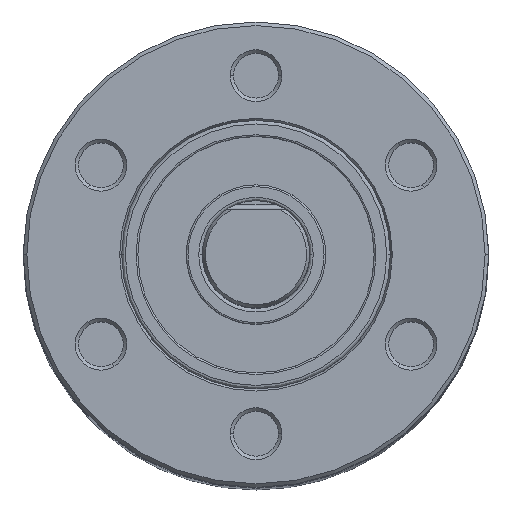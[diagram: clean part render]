
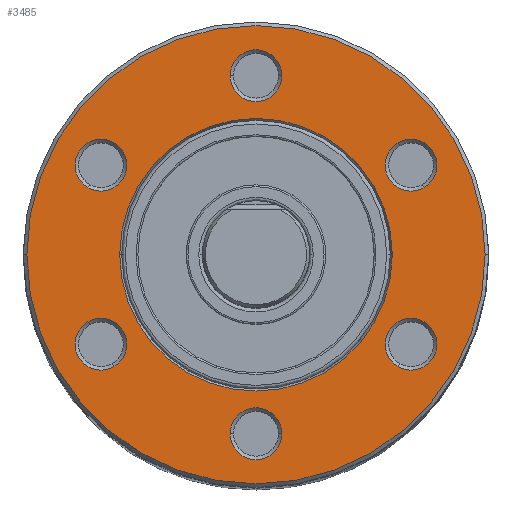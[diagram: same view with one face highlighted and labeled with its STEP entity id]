
A CAD part, top view. The second image highlights one B-rep face of the part: STEP entity #3485.
In plain terms, the highlighted planar face has unit normal (0, 0, 1).
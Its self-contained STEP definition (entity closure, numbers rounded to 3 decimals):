
#658=CARTESIAN_POINT('',(0.,0.,37.55));
#659=DIRECTION('',(0.,0.,1.));
#660=DIRECTION('',(1.,0.,0.));
#661=AXIS2_PLACEMENT_3D('',#658,#659,#660);
#663=CARTESIAN_POINT('',(0.,0.,37.55));
#664=DIRECTION('',(0.,0.,1.));
#665=DIRECTION('',(-1.,0.,0.));
#666=AXIS2_PLACEMENT_3D('',#663,#664,#665);
#668=CARTESIAN_POINT('',(0.,0.,37.55));
#669=DIRECTION('',(0.,0.,1.));
#670=DIRECTION('',(1.,0.,0.));
#671=AXIS2_PLACEMENT_3D('',#668,#669,#670);
#673=CARTESIAN_POINT('',(0.,0.,37.55));
#674=DIRECTION('',(0.,0.,1.));
#675=DIRECTION('',(-1.,0.,0.));
#676=AXIS2_PLACEMENT_3D('',#673,#674,#675);
#678=CARTESIAN_POINT('',(0.,-10.,37.55));
#679=DIRECTION('',(0.,0.,-1.));
#680=DIRECTION('',(-1.,0.,0.));
#681=AXIS2_PLACEMENT_3D('',#678,#679,#680);
#683=CARTESIAN_POINT('',(0.,-10.,37.55));
#684=DIRECTION('',(0.,0.,-1.));
#685=DIRECTION('',(1.,0.,0.));
#686=AXIS2_PLACEMENT_3D('',#683,#684,#685);
#688=CARTESIAN_POINT('',(-8.66,-5.,37.55));
#689=DIRECTION('',(0.,0.,-1.));
#690=DIRECTION('',(-0.5,0.866,0.));
#691=AXIS2_PLACEMENT_3D('',#688,#689,#690);
#693=CARTESIAN_POINT('',(-8.66,-5.,37.55));
#694=DIRECTION('',(0.,0.,-1.));
#695=DIRECTION('',(0.5,-0.866,0.));
#696=AXIS2_PLACEMENT_3D('',#693,#694,#695);
#698=CARTESIAN_POINT('',(-8.66,5.,37.55));
#699=DIRECTION('',(0.,0.,-1.));
#700=DIRECTION('',(-0.5,-0.866,0.));
#701=AXIS2_PLACEMENT_3D('',#698,#699,#700);
#703=CARTESIAN_POINT('',(-8.66,5.,37.55));
#704=DIRECTION('',(0.,0.,-1.));
#705=DIRECTION('',(0.5,0.866,0.));
#706=AXIS2_PLACEMENT_3D('',#703,#704,#705);
#708=CARTESIAN_POINT('',(0.,10.,37.55));
#709=DIRECTION('',(0.,0.,-1.));
#710=DIRECTION('',(-1.,0.,0.));
#711=AXIS2_PLACEMENT_3D('',#708,#709,#710);
#713=CARTESIAN_POINT('',(0.,10.,37.55));
#714=DIRECTION('',(0.,0.,-1.));
#715=DIRECTION('',(1.,0.,0.));
#716=AXIS2_PLACEMENT_3D('',#713,#714,#715);
#718=CARTESIAN_POINT('',(8.66,5.,37.55));
#719=DIRECTION('',(0.,0.,-1.));
#720=DIRECTION('',(-0.5,0.866,0.));
#721=AXIS2_PLACEMENT_3D('',#718,#719,#720);
#723=CARTESIAN_POINT('',(8.66,5.,37.55));
#724=DIRECTION('',(0.,0.,-1.));
#725=DIRECTION('',(0.5,-0.866,0.));
#726=AXIS2_PLACEMENT_3D('',#723,#724,#725);
#728=CARTESIAN_POINT('',(8.66,-5.,37.55));
#729=DIRECTION('',(0.,0.,-1.));
#730=DIRECTION('',(-0.5,-0.866,0.));
#731=AXIS2_PLACEMENT_3D('',#728,#729,#730);
#733=CARTESIAN_POINT('',(8.66,-5.,37.55));
#734=DIRECTION('',(0.,0.,-1.));
#735=DIRECTION('',(0.5,0.866,0.));
#736=AXIS2_PLACEMENT_3D('',#733,#734,#735);
#2261=CARTESIAN_POINT('',(12.8,0.,37.55));
#2262=CARTESIAN_POINT('',(-12.8,0.,37.55));
#2263=VERTEX_POINT('',#2261);
#2264=VERTEX_POINT('',#2262);
#2273=CARTESIAN_POINT('',(7.615,0.,37.55));
#2274=CARTESIAN_POINT('',(-7.615,0.,37.55));
#2275=VERTEX_POINT('',#2273);
#2276=VERTEX_POINT('',#2274);
#2277=CARTESIAN_POINT('',(-1.45,-10.,37.55));
#2278=CARTESIAN_POINT('',(1.45,-10.,37.55));
#2279=VERTEX_POINT('',#2277);
#2280=VERTEX_POINT('',#2278);
#2285=CARTESIAN_POINT('',(-9.385,-3.744,37.55));
#2286=CARTESIAN_POINT('',(-7.935,-6.256,37.55));
#2287=VERTEX_POINT('',#2285);
#2288=VERTEX_POINT('',#2286);
#2293=CARTESIAN_POINT('',(-9.385,3.744,37.55));
#2294=CARTESIAN_POINT('',(-7.935,6.256,37.55));
#2295=VERTEX_POINT('',#2293);
#2296=VERTEX_POINT('',#2294);
#2301=CARTESIAN_POINT('',(-1.45,10.,37.55));
#2302=CARTESIAN_POINT('',(1.45,10.,37.55));
#2303=VERTEX_POINT('',#2301);
#2304=VERTEX_POINT('',#2302);
#2309=CARTESIAN_POINT('',(7.935,6.256,37.55));
#2310=CARTESIAN_POINT('',(9.385,3.744,37.55));
#2311=VERTEX_POINT('',#2309);
#2312=VERTEX_POINT('',#2310);
#2317=CARTESIAN_POINT('',(7.935,-6.256,37.55));
#2318=CARTESIAN_POINT('',(9.385,-3.744,37.55));
#2319=VERTEX_POINT('',#2317);
#2320=VERTEX_POINT('',#2318);
#3433=CARTESIAN_POINT('',(0.,0.,37.55));
#3434=DIRECTION('',(0.,0.,1.));
#3435=DIRECTION('',(-1.,0.,0.));
#3436=AXIS2_PLACEMENT_3D('',#3433,#3434,#3435);
#3437=PLANE('',#3436);
#3439=ORIENTED_EDGE('',*,*,#3438,.F.);
#3440=ORIENTED_EDGE('',*,*,#3423,.F.);
#3441=EDGE_LOOP('',(#3439,#3440));
#3442=FACE_OUTER_BOUND('',#3441,.F.);
#3444=ORIENTED_EDGE('',*,*,#3443,.T.);
#3446=ORIENTED_EDGE('',*,*,#3445,.T.);
#3447=EDGE_LOOP('',(#3444,#3446));
#3448=FACE_BOUND('',#3447,.F.);
#3450=ORIENTED_EDGE('',*,*,#3449,.F.);
#3452=ORIENTED_EDGE('',*,*,#3451,.F.);
#3453=EDGE_LOOP('',(#3450,#3452));
#3454=FACE_BOUND('',#3453,.F.);
#3456=ORIENTED_EDGE('',*,*,#3455,.F.);
#3458=ORIENTED_EDGE('',*,*,#3457,.F.);
#3459=EDGE_LOOP('',(#3456,#3458));
#3460=FACE_BOUND('',#3459,.F.);
#3462=ORIENTED_EDGE('',*,*,#3461,.F.);
#3464=ORIENTED_EDGE('',*,*,#3463,.F.);
#3465=EDGE_LOOP('',(#3462,#3464));
#3466=FACE_BOUND('',#3465,.F.);
#3468=ORIENTED_EDGE('',*,*,#3467,.F.);
#3470=ORIENTED_EDGE('',*,*,#3469,.F.);
#3471=EDGE_LOOP('',(#3468,#3470));
#3472=FACE_BOUND('',#3471,.F.);
#3474=ORIENTED_EDGE('',*,*,#3473,.F.);
#3476=ORIENTED_EDGE('',*,*,#3475,.F.);
#3477=EDGE_LOOP('',(#3474,#3476));
#3478=FACE_BOUND('',#3477,.F.);
#3480=ORIENTED_EDGE('',*,*,#3479,.F.);
#3482=ORIENTED_EDGE('',*,*,#3481,.F.);
#3483=EDGE_LOOP('',(#3480,#3482));
#3484=FACE_BOUND('',#3483,.F.);
#3485=ADVANCED_FACE('',(#3442,#3448,#3454,#3460,#3466,#3472,#3478,#3484),#3437,
.T.);
#662=CIRCLE('',#661,12.8);
#667=CIRCLE('',#666,12.8);
#672=CIRCLE('',#671,7.615);
#677=CIRCLE('',#676,7.615);
#682=CIRCLE('',#681,1.45);
#687=CIRCLE('',#686,1.45);
#692=CIRCLE('',#691,1.45);
#697=CIRCLE('',#696,1.45);
#702=CIRCLE('',#701,1.45);
#707=CIRCLE('',#706,1.45);
#712=CIRCLE('',#711,1.45);
#717=CIRCLE('',#716,1.45);
#722=CIRCLE('',#721,1.45);
#727=CIRCLE('',#726,1.45);
#732=CIRCLE('',#731,1.45);
#737=CIRCLE('',#736,1.45);
#3423=EDGE_CURVE('',#2264,#2263,#667,.T.);
#3438=EDGE_CURVE('',#2263,#2264,#662,.T.);
#3443=EDGE_CURVE('',#2275,#2276,#672,.T.);
#3445=EDGE_CURVE('',#2276,#2275,#677,.T.);
#3449=EDGE_CURVE('',#2279,#2280,#682,.T.);
#3451=EDGE_CURVE('',#2280,#2279,#687,.T.);
#3455=EDGE_CURVE('',#2287,#2288,#692,.T.);
#3457=EDGE_CURVE('',#2288,#2287,#697,.T.);
#3461=EDGE_CURVE('',#2295,#2296,#702,.T.);
#3463=EDGE_CURVE('',#2296,#2295,#707,.T.);
#3467=EDGE_CURVE('',#2303,#2304,#712,.T.);
#3469=EDGE_CURVE('',#2304,#2303,#717,.T.);
#3473=EDGE_CURVE('',#2311,#2312,#722,.T.);
#3475=EDGE_CURVE('',#2312,#2311,#727,.T.);
#3479=EDGE_CURVE('',#2319,#2320,#732,.T.);
#3481=EDGE_CURVE('',#2320,#2319,#737,.T.);
